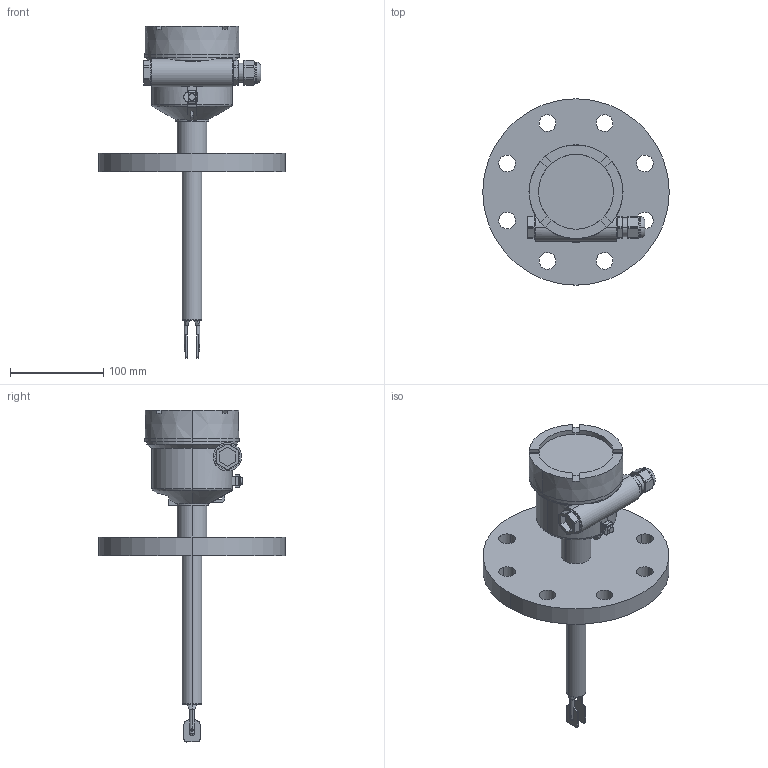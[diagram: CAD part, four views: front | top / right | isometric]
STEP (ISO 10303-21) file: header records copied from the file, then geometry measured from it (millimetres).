
FILE_DESCRIPTION((''),'2;1');
FILE_NAME('CAD-8786','2023-08-28T09:56:42',('creinig-se'),(''),'CREO PARAMETRIC BY PTC INC, 2022284','CREO PARAMETRIC BY PTC INC, 2022284','');
FILE_SCHEMA(('CONFIG_CONTROL_DESIGN','SHAPE_APPEARANCE_LAYERS_GROUPS'));
Length unit declared in the file: millimetre
Products named in the file (1): CAD-8786
Bounding box: 200 x 200 x 356.3 mm (x, y, z)
Volume: 1325799.6 mm3; surface area: 146161.4 mm2
Topology: 1 solids, 1 shells, 251 faces, 666 edges, 427 vertices
Faces by surface type: plane 132, cylinder 87, cone 16, torus 8, sphere 8
Entity records: 11397 total; most frequent: CARTESIAN_POINT 1698, DIRECTION 1337, ORIENTED_EDGE 1324, PRESENTATION_STYLE_ASSIGNMENT 771, STYLED_ITEM 663, CURVE_STYLE 662, EDGE_CURVE 662, AXIS2_PLACEMENT_3D 489
